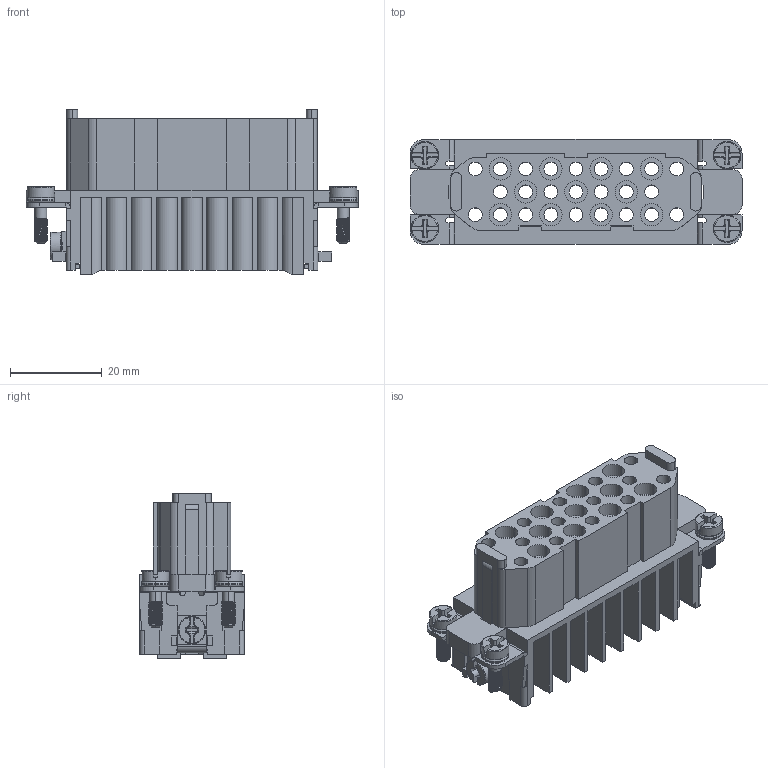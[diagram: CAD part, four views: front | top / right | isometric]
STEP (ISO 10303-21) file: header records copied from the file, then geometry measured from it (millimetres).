
FILE_DESCRIPTION (( 'STEP AP203' ), '1' );
FILE_NAME ('FHD00002-F0250GY00 HD-025-FC-REF（渲染）.step', '2026-02-09T01:49:29', ( '' ), ( '' ), 'SwSTEP 2.0', 'SolidWorks 2021', '' );
FILE_SCHEMA (( 'CONFIG_CONTROL_DESIGN' ));
Length unit declared in the file: millimetre
Products named in the file (1): FHD00002-F0250GY00  HD-025-FC-REF（渲染）
Bounding box: 72.5 x 22.9 x 36.2 mm (x, y, z)
Volume: 20936.2 mm3; surface area: 23982.2 mm2
Topology: 1 solids, 1 shells, 1044 faces, 2826 edges, 1783 vertices
Faces by surface type: plane 464, cylinder 448, cone 61, torus 56, bspline 15
Entity records: 41182 total; most frequent: CARTESIAN_POINT 15302, ORIENTED_EDGE 5652, DIRECTION 5252, EDGE_CURVE 2826, AXIS2_PLACEMENT_3D 1788, VERTEX_POINT 1783, VECTOR 1676, LINE 1676
